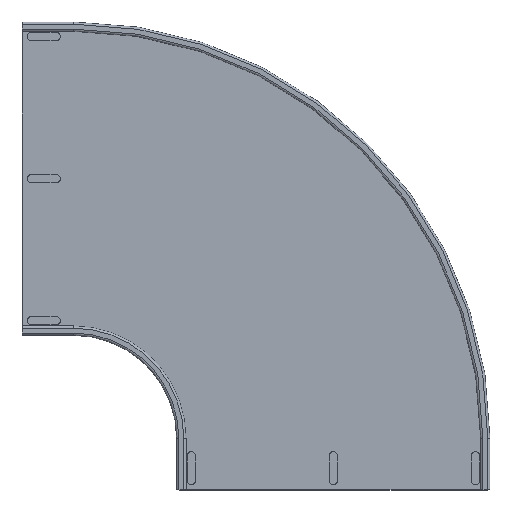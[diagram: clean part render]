
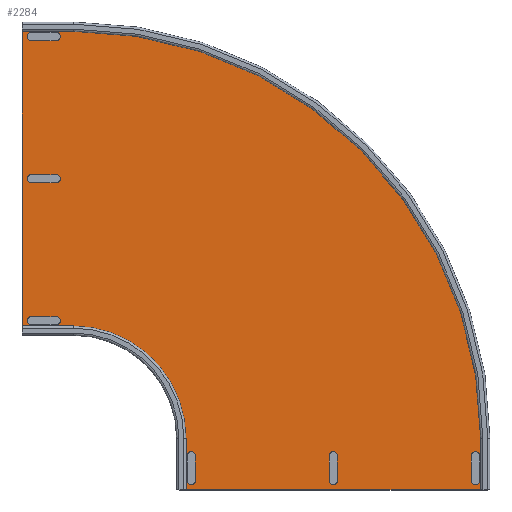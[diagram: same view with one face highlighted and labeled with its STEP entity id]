
A CAD part, top view. The second image highlights one B-rep face of the part: STEP entity #2284.
In plain terms, the highlighted planar face has unit normal (0, 0, 1).
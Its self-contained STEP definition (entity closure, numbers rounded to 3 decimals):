
#106=PLANE('',#2548);
#228=FACE_OUTER_BOUND('',#362,.T.);
#362=EDGE_LOOP('',(#1930,#1931,#1932,#1933,#1934,#1935,#1936,#1937));
#433=LINE('',#3521,#613);
#434=LINE('',#3527,#614);
#470=LINE('',#3646,#650);
#513=LINE('',#3819,#693);
#521=LINE('',#3904,#701);
#522=LINE('',#3905,#702);
#613=VECTOR('',#2743,1.);
#614=VECTOR('',#2748,1.);
#650=VECTOR('',#2868,1.);
#693=VECTOR('',#3083,1.);
#701=VECTOR('',#3199,1.);
#702=VECTOR('',#3200,1.);
#807=CIRCLE('',#2411,399.8);
#885=CIRCLE('',#2547,102.6);
#964=VERTEX_POINT('',#3517);
#965=VERTEX_POINT('',#3519);
#967=VERTEX_POINT('',#3524);
#968=VERTEX_POINT('',#3526);
#1011=VERTEX_POINT('',#3654);
#1053=VERTEX_POINT('',#3817);
#1075=VERTEX_POINT('',#3899);
#1076=VERTEX_POINT('',#3903);
#1205=EDGE_CURVE('',#964,#965,#433,.T.);
#1207=EDGE_CURVE('',#967,#968,#434,.T.);
#1266=EDGE_CURVE('',#967,#964,#470,.T.);
#1273=EDGE_CURVE('',#1011,#965,#807,.T.);
#1355=EDGE_CURVE('',#1011,#1053,#513,.T.);
#1396=EDGE_CURVE('',#1075,#968,#885,.T.);
#1397=EDGE_CURVE('',#1076,#1053,#521,.T.);
#1398=EDGE_CURVE('',#1075,#1076,#522,.T.);
#1930=ORIENTED_EDGE('',*,*,#1273,.F.);
#1931=ORIENTED_EDGE('',*,*,#1355,.T.);
#1932=ORIENTED_EDGE('',*,*,#1397,.F.);
#1933=ORIENTED_EDGE('',*,*,#1398,.F.);
#1934=ORIENTED_EDGE('',*,*,#1396,.T.);
#1935=ORIENTED_EDGE('',*,*,#1207,.F.);
#1936=ORIENTED_EDGE('',*,*,#1266,.T.);
#1937=ORIENTED_EDGE('',*,*,#1205,.T.);
#2284=ADVANCED_FACE('',(#228),#106,.T.);
#2411=AXIS2_PLACEMENT_3D('',#3656,#2878,#2879);
#2547=AXIS2_PLACEMENT_3D('',#3901,#3195,#3196);
#2548=AXIS2_PLACEMENT_3D('',#3902,#3197,#3198);
#2743=DIRECTION('',(0.,1.,0.));
#2748=DIRECTION('',(0.,1.,0.));
#2868=DIRECTION('',(1.,0.,0.));
#2878=DIRECTION('center_axis',(0.,0.,
-1.));
#2879=DIRECTION('ref_axis',(0.,1.,0.));
#3083=DIRECTION('',(-1.,0.,0.));
#3195=DIRECTION('center_axis',(0.,0.,
-1.));
#3196=DIRECTION('ref_axis',(0.,1.,0.));
#3197=DIRECTION('center_axis',(0.,0.,
1.));
#3198=DIRECTION('ref_axis',(0.,1.,0.));
#3199=DIRECTION('',(0.,1.,0.));
#3200=DIRECTION('',(-1.,0.,0.));
#3517=CARTESIAN_POINT('',(457.729,-149.255,0.6));
#3519=CARTESIAN_POINT('',(457.729,-99.955,0.6));
#3521=CARTESIAN_POINT('',(457.729,-149.255,0.6));
#3524=CARTESIAN_POINT('',(160.529,-149.255,0.6));
#3526=CARTESIAN_POINT('',(160.529,-99.955,0.6));
#3527=CARTESIAN_POINT('',(160.529,-149.255,0.6));
#3646=CARTESIAN_POINT('',(160.529,-149.255,0.6));
#3654=CARTESIAN_POINT('',(57.929,299.845,0.6));
#3656=CARTESIAN_POINT('Origin',(57.929,-99.955,0.6));
#3817=CARTESIAN_POINT('',(8.629,299.845,0.6));
#3819=CARTESIAN_POINT('',(57.929,299.845,0.6));
#3899=CARTESIAN_POINT('',(57.929,2.645,0.6));
#3901=CARTESIAN_POINT('Origin',(57.929,-99.955,0.6));
#3902=CARTESIAN_POINT('Origin',(57.929,2.645,0.6));
#3903=CARTESIAN_POINT('',(8.629,2.645,0.6));
#3904=CARTESIAN_POINT('',(8.629,2.645,0.6));
#3905=CARTESIAN_POINT('',(57.929,2.645,0.6));
